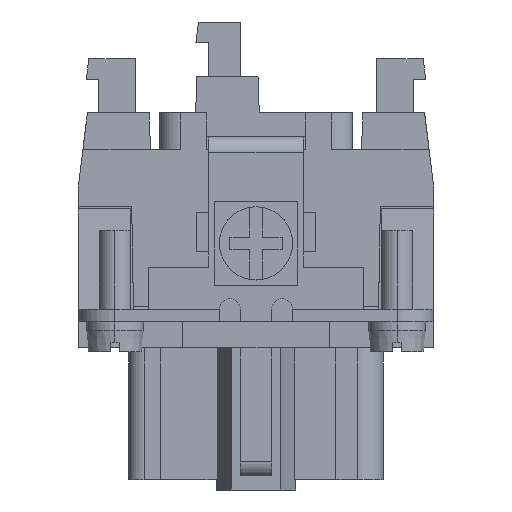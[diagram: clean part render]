
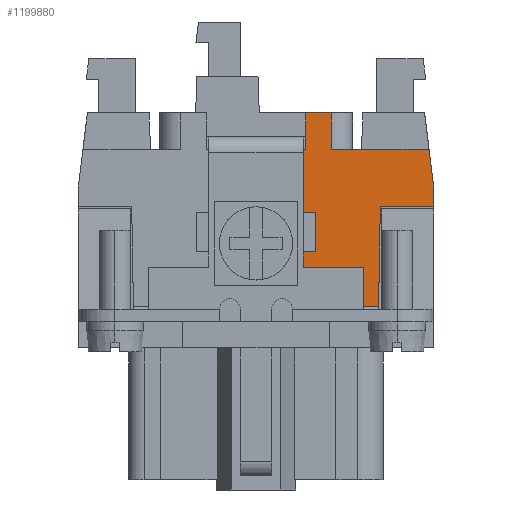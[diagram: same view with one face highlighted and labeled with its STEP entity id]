
A CAD part, left-side view. The second image highlights one B-rep face of the part: STEP entity #1199880.
In plain terms, the highlighted planar face has unit normal (-1, 0, 0).
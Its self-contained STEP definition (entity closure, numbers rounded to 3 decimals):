
#53080=CARTESIAN_POINT('',(9.296,41.334,11.4));
#53090=VERTEX_POINT('',#53080);
#57970=CARTESIAN_POINT('',(9.296,32.013,11.4));
#57980=VERTEX_POINT('',#57970);
#58010=CARTESIAN_POINT('',(9.296,0.,11.4));
#58020=DIRECTION('',(0.,-1.,0.));
#58030=VECTOR('',#58020,1.);
#58040=LINE('',#58010,#58030);
#58050=EDGE_CURVE('',#53090,#57980,#58040,.T.);
#61270=CARTESIAN_POINT('',(9.296,31.584,7.9));
#61280=VERTEX_POINT('',#61270);
#61310=CARTESIAN_POINT('',(9.296,30.614,0.));
#61320=DIRECTION('',(0.,0.122,0.993));
#61330=VECTOR('',#61320,1.);
#61340=LINE('',#61310,#61330);
#61350=EDGE_CURVE('',#61280,#57980,#61340,.T.);
#115520=CARTESIAN_POINT('',(9.296,36.849,-3.6));
#115530=VERTEX_POINT('',#115520);
#115560=CARTESIAN_POINT('',(9.296,36.849,-3.6));
#115570=DIRECTION('',(0.,-0.017,1.));
#115580=VECTOR('',#115570,1.);
#115590=LINE('',#115560,#115580);
#115600=CARTESIAN_POINT('',(9.296,36.684,5.9));
#115610=VERTEX_POINT('',#115600);
#115620=EDGE_CURVE('',#115530,#115610,#115590,.T.);
#389720=CARTESIAN_POINT('',(9.296,44.084,0.1)
);
#389730=VERTEX_POINT('',#389720);
#389760=CARTESIAN_POINT('',(9.296,40.984,0.1));
#389770=DIRECTION('',(0.,-1.,0.));
#389780=VECTOR('',#389770,1.);
#389790=LINE('',#389760,#389780);
#389800=CARTESIAN_POINT('',(9.296,38.334,0.1)
);
#389810=VERTEX_POINT('',#389800);
#389820=EDGE_CURVE('',#389730,#389810,#389790,.T.);
#446300=CARTESIAN_POINT('',(9.296,38.334,-1.4))
;
#446310=DIRECTION('',(0.,0.,-1.));
#446320=VECTOR('',#446310,1.);
#446330=LINE('',#446300,#446320);
#446340=CARTESIAN_POINT('',(9.296,38.334,-3.6));
#446350=VERTEX_POINT('',#446340);
#446360=EDGE_CURVE('',#389810,#446350,#446330,.T.);
#539960=CARTESIAN_POINT('',(9.296,36.849,-3.6));
#539970=DIRECTION('',(0.,1.,0.));
#539980=VECTOR('',#539970,1.);
#539990=LINE('',#539960,#539980);
#540000=EDGE_CURVE('',#115530,#446350,#539990,.T.);
#581390=CARTESIAN_POINT('',(9.296,36.684,5.9));
#581400=DIRECTION('',(0.,-1.,0.));
#581410=VECTOR('',#581400,1.);
#581420=LINE('',#581390,#581410);
#581430=CARTESIAN_POINT('',(9.296,31.584,5.9));
#581440=VERTEX_POINT('',#581430);
#581450=EDGE_CURVE('',#115610,#581440,#581420,.T.);
#597340=CARTESIAN_POINT('',(9.296,0.,1.6));
#597350=DIRECTION('',(0.,1.,0.));
#597360=VECTOR('',#597350,1.);
#597370=LINE('',#597340,#597360);
#597380=CARTESIAN_POINT('',(9.296,42.884,1.6));
#597390=VERTEX_POINT('',#597380);
#597400=CARTESIAN_POINT('',(9.296,44.084,1.6));
#597410=VERTEX_POINT('',#597400);
#597420=EDGE_CURVE('',#597390,#597410,#597370,.T.);
#792050=CARTESIAN_POINT('',(9.296,44.084,5.4));
#792060=VERTEX_POINT('',#792050);
#792290=CARTESIAN_POINT('',(9.296,44.084,11.4));
#792300=VERTEX_POINT('',#792290);
#792330=CARTESIAN_POINT('',(9.296,44.084,10.9));
#792340=DIRECTION('',(0.,0.,-1.));
#792350=VECTOR('',#792340,1.);
#792360=LINE('',#792330,#792350);
#792370=EDGE_CURVE('',#792300,#792060,#792360,.T.);
#1010680=CARTESIAN_POINT('',(9.296,42.884,5.4))
;
#1010690=VERTEX_POINT('',#1010680);
#1010750=CARTESIAN_POINT('',(9.296,0.,5.4));
#1010760=DIRECTION('',(0.,-1.,0.));
#1010770=VECTOR('',#1010760,1.);
#1010780=LINE('',#1010750,#1010770);
#1010790=EDGE_CURVE('',#792060,#1010690,#1010780,.T.);
#1136690=CARTESIAN_POINT('',(9.296,43.834,0.));
#1136700=DIRECTION('',(0.,0.,-1.));
#1136710=VECTOR('',#1136700,1.);
#1136720=LINE('',#1136690,#1136710);
#1136730=CARTESIAN_POINT('',(9.296,43.834,14.9));
#1136740=VERTEX_POINT('',#1136730);
#1136750=CARTESIAN_POINT('',(9.296,43.834,11.4));
#1136760=VERTEX_POINT('',#1136750);
#1136770=EDGE_CURVE('',#1136740,#1136760,#1136720,.T.);
#1167570=CARTESIAN_POINT('',(9.296,42.884,0.));
#1167580=DIRECTION('',(0.,0.,1.));
#1167590=VECTOR('',#1167580,1.);
#1167600=LINE('',#1167570,#1167590);
#1167610=EDGE_CURVE('',#597390,#1010690,#1167600,.T.);
#1186700=CARTESIAN_POINT('',(9.296,41.334,14.9));
#1186710=VERTEX_POINT('',#1186700);
#1186740=CARTESIAN_POINT('',(9.296,0.,14.9));
#1186750=DIRECTION('',(0.,1.,0.));
#1186760=VECTOR('',#1186750,1.);
#1186770=LINE('',#1186740,#1186760);
#1186780=EDGE_CURVE('',#1186710,#1136740,#1186770,.T.);
#1190310=CARTESIAN_POINT('',(9.296,41.334,14.5));
#1190320=DIRECTION('',(0.,0.,-1.));
#1190330=VECTOR('',#1190320,1.);
#1190340=LINE('',#1190310,#1190330);
#1190350=EDGE_CURVE('',#1186710,#53090,#1190340,.T.);
#1199490=CARTESIAN_POINT('',(9.296,46.3,-3.003
));
#1199500=DIRECTION('',(-1.,0.,0.));
#1199510=DIRECTION('',(0.,-1.,0.));
#1199520=AXIS2_PLACEMENT_3D('',#1199490,#1199500,#1199510);
#1199530=PLANE('',#1199520);
#1199540=ORIENTED_EDGE('',*,*,#1010790,.T.);
#1199550=ORIENTED_EDGE('',*,*,#792370,.T.);
#1199560=CARTESIAN_POINT('',(9.296,0.,11.4));
#1199570=DIRECTION('',(0.,1.,0.));
#1199580=VECTOR('',#1199570,1.);
#1199590=LINE('',#1199560,#1199580);
#1199600=EDGE_CURVE('',#1136760,#792300,#1199590,.T.);
#1199610=ORIENTED_EDGE('',*,*,#1199600,.T.);
#1199620=ORIENTED_EDGE('',*,*,#1136770,.T.);
#1199630=ORIENTED_EDGE('',*,*,#1186780,.T.);
#1199640=ORIENTED_EDGE('',*,*,#1190350,.F.);
#1199650=ORIENTED_EDGE('',*,*,#58050,.F.);
#1199660=ORIENTED_EDGE('',*,*,#61350,.T.);
#1199670=CARTESIAN_POINT('',(9.296,31.584,0.));
#1199680=DIRECTION('',(0.,0.,1.));
#1199690=VECTOR('',#1199680,1.);
#1199700=LINE('',#1199670,#1199690);
#1199710=EDGE_CURVE('',#581440,#61280,#1199700,.T.);
#1199720=ORIENTED_EDGE('',*,*,#1199710,.T.);
#1199730=ORIENTED_EDGE('',*,*,#581450,.T.);
#1199740=ORIENTED_EDGE('',*,*,#115620,.T.);
#1199750=ORIENTED_EDGE('',*,*,#540000,.F.);
#1199760=ORIENTED_EDGE('',*,*,#446360,.T.);
#1199770=ORIENTED_EDGE('',*,*,#389820,.T.);
#1199780=CARTESIAN_POINT('',(9.296,44.084,0.));
#1199790=DIRECTION('',(0.,0.,-1.));
#1199800=VECTOR('',#1199790,1.);
#1199810=LINE('',#1199780,#1199800);
#1199820=EDGE_CURVE('',#597410,#389730,#1199810,.T.);
#1199830=ORIENTED_EDGE('',*,*,#1199820,.T.);
#1199840=ORIENTED_EDGE('',*,*,#597420,.T.);
#1199850=ORIENTED_EDGE('',*,*,#1167610,.F.);
#1199860=EDGE_LOOP('',(#1199850,#1199840,#1199830,#1199770,#1199760,
#1199750,#1199740,#1199730,#1199720,#1199660,#1199650,#1199640,#1199630,
#1199620,#1199610,#1199550,#1199540));
#1199870=FACE_OUTER_BOUND('',#1199860,.T.);
#1199880=ADVANCED_FACE('',(#1199870),#1199530,.T.);
